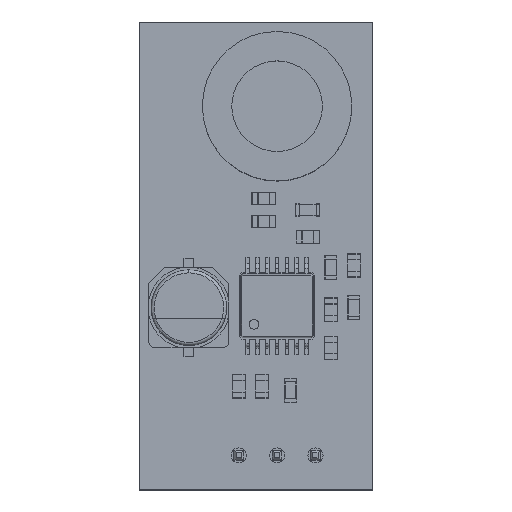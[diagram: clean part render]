
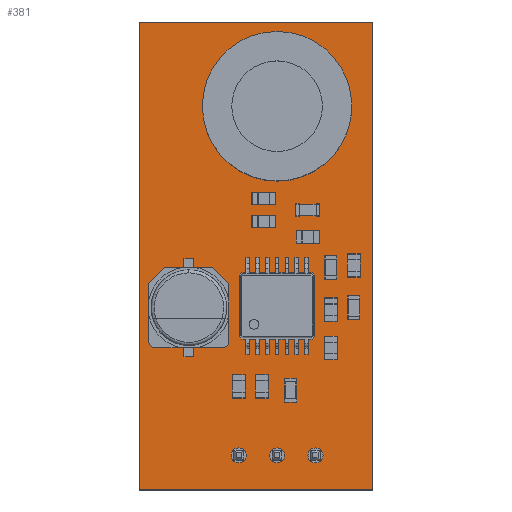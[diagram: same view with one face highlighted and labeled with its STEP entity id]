
A CAD part, top view. The second image highlights one B-rep face of the part: STEP entity #381.
In plain terms, the highlighted planar face has unit normal (0, 0, 1).
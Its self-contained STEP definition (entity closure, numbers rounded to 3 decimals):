
#97 = VERTEX_POINT('',#98);
#98 = CARTESIAN_POINT('',(161.798,-91.948,0.));
#115 = VERTEX_POINT('',#116);
#116 = CARTESIAN_POINT('',(177.292,-91.948,0.));
#122 = EDGE_CURVE('',#97,#115,#123,.T.);
#123 = LINE('',#124,#125);
#124 = CARTESIAN_POINT('',(161.798,-91.948,0.));
#125 = VECTOR('',#126,1.);
#126 = DIRECTION('',(1.,0.,0.));
#137 = VERTEX_POINT('',#138);
#138 = CARTESIAN_POINT('',(161.798,-60.96,0.));
#153 = EDGE_CURVE('',#137,#97,#154,.T.);
#154 = LINE('',#155,#156);
#155 = CARTESIAN_POINT('',(161.798,-60.96,0.));
#156 = VECTOR('',#157,1.);
#157 = DIRECTION('',(0.,-1.,0.));
#177 = VERTEX_POINT('',#178);
#178 = CARTESIAN_POINT('',(177.292,-60.96,0.));
#184 = EDGE_CURVE('',#115,#177,#185,.T.);
#185 = LINE('',#186,#187);
#186 = CARTESIAN_POINT('',(177.292,-91.948,0.));
#187 = VECTOR('',#188,1.);
#188 = DIRECTION('',(0.,1.,0.));
#206 = EDGE_CURVE('',#177,#137,#207,.T.);
#207 = LINE('',#208,#209);
#208 = CARTESIAN_POINT('',(177.292,-60.96,0.));
#209 = VECTOR('',#210,1.);
#210 = DIRECTION('',(-1.,0.,0.));
#221 = VERTEX_POINT('',#222);
#222 = CARTESIAN_POINT('',(168.902,-89.662,0.));
#238 = EDGE_CURVE('',#221,#221,#239,.T.);
#239 = CIRCLE('',#240,0.5);
#240 = AXIS2_PLACEMENT_3D('',#241,#242,#243);
#241 = CARTESIAN_POINT('',(168.402,-89.662,0.));
#242 = DIRECTION('',(0.,0.,1.));
#243 = DIRECTION('',(1.,0.,0.));
#254 = VERTEX_POINT('',#255);
#255 = CARTESIAN_POINT('',(168.742,-66.548,0.));
#271 = EDGE_CURVE('',#254,#254,#272,.T.);
#272 = CIRCLE('',#273,0.3);
#273 = AXIS2_PLACEMENT_3D('',#274,#275,#276);
#274 = CARTESIAN_POINT('',(168.442,-66.548,0.));
#275 = DIRECTION('',(0.,0.,1.));
#276 = DIRECTION('',(1.,0.,0.));
#287 = VERTEX_POINT('',#288);
#288 = CARTESIAN_POINT('',(173.742,-66.548,0.));
#304 = EDGE_CURVE('',#287,#287,#305,.T.);
#305 = CIRCLE('',#306,0.3);
#306 = AXIS2_PLACEMENT_3D('',#307,#308,#309);
#307 = CARTESIAN_POINT('',(173.442,-66.548,0.));
#308 = DIRECTION('',(0.,0.,1.));
#309 = DIRECTION('',(1.,0.,0.));
#320 = VERTEX_POINT('',#321);
#321 = CARTESIAN_POINT('',(171.442,-89.662,0.));
#337 = EDGE_CURVE('',#320,#320,#338,.T.);
#338 = CIRCLE('',#339,0.5);
#339 = AXIS2_PLACEMENT_3D('',#340,#341,#342);
#340 = CARTESIAN_POINT('',(170.942,-89.662,0.));
#341 = DIRECTION('',(0.,0.,1.));
#342 = DIRECTION('',(1.,0.,0.));
#353 = VERTEX_POINT('',#354);
#354 = CARTESIAN_POINT('',(173.982,-89.662,0.));
#370 = EDGE_CURVE('',#353,#353,#371,.T.);
#371 = CIRCLE('',#372,0.5);
#372 = AXIS2_PLACEMENT_3D('',#373,#374,#375);
#373 = CARTESIAN_POINT('',(173.482,-89.662,0.));
#374 = DIRECTION('',(0.,0.,1.));
#375 = DIRECTION('',(1.,0.,0.));
#381 = ADVANCED_FACE('',(#382,#388,#391,#394,#397,#400),#403,.F.);
#382 = FACE_BOUND('',#383,.F.);
#383 = EDGE_LOOP('',(#384,#385,#386,#387));
#384 = ORIENTED_EDGE('',*,*,#122,.F.);
#385 = ORIENTED_EDGE('',*,*,#153,.F.);
#386 = ORIENTED_EDGE('',*,*,#206,.F.);
#387 = ORIENTED_EDGE('',*,*,#184,.F.);
#388 = FACE_BOUND('',#389,.F.);
#389 = EDGE_LOOP('',(#390));
#390 = ORIENTED_EDGE('',*,*,#238,.T.);
#391 = FACE_BOUND('',#392,.F.);
#392 = EDGE_LOOP('',(#393));
#393 = ORIENTED_EDGE('',*,*,#271,.T.);
#394 = FACE_BOUND('',#395,.F.);
#395 = EDGE_LOOP('',(#396));
#396 = ORIENTED_EDGE('',*,*,#304,.T.);
#397 = FACE_BOUND('',#398,.F.);
#398 = EDGE_LOOP('',(#399));
#399 = ORIENTED_EDGE('',*,*,#337,.T.);
#400 = FACE_BOUND('',#401,.F.);
#401 = EDGE_LOOP('',(#402));
#402 = ORIENTED_EDGE('',*,*,#370,.T.);
#403 = PLANE('',#404);
#404 = AXIS2_PLACEMENT_3D('',#405,#406,#407);
#405 = CARTESIAN_POINT('',(161.798,-91.948,0.));
#406 = DIRECTION('',(0.,0.,-1.));
#407 = DIRECTION('',(-1.,0.,0.));
